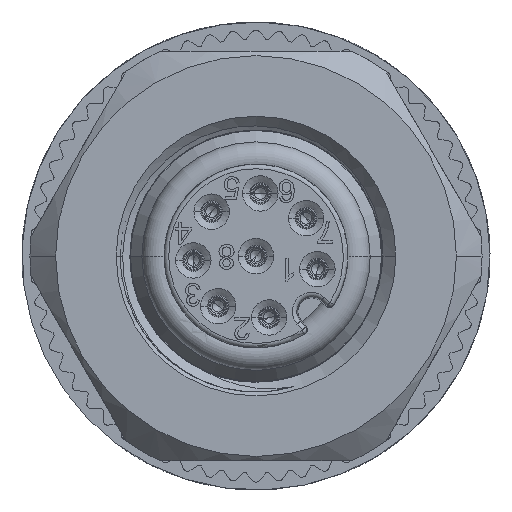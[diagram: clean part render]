
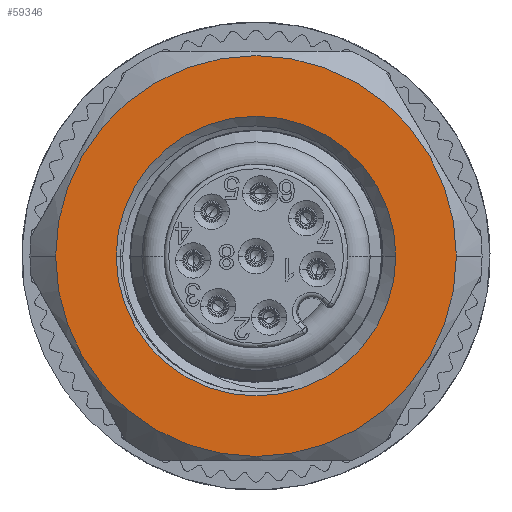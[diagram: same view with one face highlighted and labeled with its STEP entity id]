
A CAD part, front view. The second image highlights one B-rep face of the part: STEP entity #59346.
In plain terms, the highlighted planar face has unit normal (0, -1, 0).
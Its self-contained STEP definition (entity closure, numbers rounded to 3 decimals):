
#18512=CARTESIAN_POINT('',(0.,-9.9,0.));
#18513=DIRECTION('',(0.,1.,0.));
#18514=DIRECTION('',(-1.,0.,0.));
#18515=AXIS2_PLACEMENT_3D('',#18512,#18513,#18514);
#18517=CARTESIAN_POINT('',(0.,-9.9,0.));
#18518=DIRECTION('',(0.,1.,0.));
#18519=DIRECTION('',(1.,0.,0.));
#18520=AXIS2_PLACEMENT_3D('',#18517,#18518,#18519);
#18522=CARTESIAN_POINT('',(0.,-9.9,0.));
#18523=DIRECTION('',(0.,-1.,0.));
#18524=DIRECTION('',(1.,0.,0.));
#18525=AXIS2_PLACEMENT_3D('',#18522,#18523,#18524);
#18527=CARTESIAN_POINT('',(0.,-9.9,0.));
#18528=DIRECTION('',(0.,-1.,0.));
#18529=DIRECTION('',(0.,0.,1.));
#18530=AXIS2_PLACEMENT_3D('',#18527,#18528,#18529);
#18532=CARTESIAN_POINT('',(0.,-9.9,0.));
#18533=DIRECTION('',(0.,-1.,0.));
#18534=DIRECTION('',(-1.,0.,0.));
#18535=AXIS2_PLACEMENT_3D('',#18532,#18533,#18534);
#18537=CARTESIAN_POINT('',(0.,-9.9,0.));
#18538=DIRECTION('',(0.,-1.,0.));
#18539=DIRECTION('',(0.,0.,-1.));
#18540=AXIS2_PLACEMENT_3D('',#18537,#18538,#18539);
#28319=CARTESIAN_POINT('',(-8.779,-9.9,0.));
#28320=CARTESIAN_POINT('',(8.779,-9.9,0.));
#28321=VERTEX_POINT('',#28319);
#28322=VERTEX_POINT('',#28320);
#28323=CARTESIAN_POINT('',(6.125,-9.9,0.));
#28324=CARTESIAN_POINT('',(0.,-9.9,6.125));
#28325=VERTEX_POINT('',#28323);
#28326=VERTEX_POINT('',#28324);
#28327=CARTESIAN_POINT('',(-6.125,-9.9,0.));
#28328=VERTEX_POINT('',#28327);
#28329=CARTESIAN_POINT('',(0.,-9.9,-6.125));
#28330=VERTEX_POINT('',#28329);
#59326=CARTESIAN_POINT('',(0.,-9.9,0.));
#59327=DIRECTION('',(0.,1.,0.));
#59328=DIRECTION('',(1.,0.,0.));
#59329=AXIS2_PLACEMENT_3D('',#59326,#59327,#59328);
#59330=PLANE('',#59329);
#59331=ORIENTED_EDGE('',*,*,#59310,.T.);
#59333=ORIENTED_EDGE('',*,*,#59332,.T.);
#59334=EDGE_LOOP('',(#59331,#59333));
#59335=FACE_OUTER_BOUND('',#59334,.F.);
#59337=ORIENTED_EDGE('',*,*,#59336,.T.);
#59339=ORIENTED_EDGE('',*,*,#59338,.T.);
#59341=ORIENTED_EDGE('',*,*,#59340,.T.);
#59343=ORIENTED_EDGE('',*,*,#59342,.T.);
#59344=EDGE_LOOP('',(#59337,#59339,#59341,#59343));
#59345=FACE_BOUND('',#59344,.F.);
#59346=ADVANCED_FACE('',(#59335,#59345),#59330,.F.);
#18516=CIRCLE('',#18515,8.779);
#18521=CIRCLE('',#18520,8.779);
#18526=CIRCLE('',#18525,6.125);
#18531=CIRCLE('',#18530,6.125);
#18536=CIRCLE('',#18535,6.125);
#18541=CIRCLE('',#18540,6.125);
#59310=EDGE_CURVE('',#28321,#28322,#18516,.T.);
#59332=EDGE_CURVE('',#28322,#28321,#18521,.T.);
#59336=EDGE_CURVE('',#28325,#28326,#18526,.T.);
#59338=EDGE_CURVE('',#28326,#28328,#18531,.T.);
#59340=EDGE_CURVE('',#28328,#28330,#18536,.T.);
#59342=EDGE_CURVE('',#28330,#28325,#18541,.T.);
